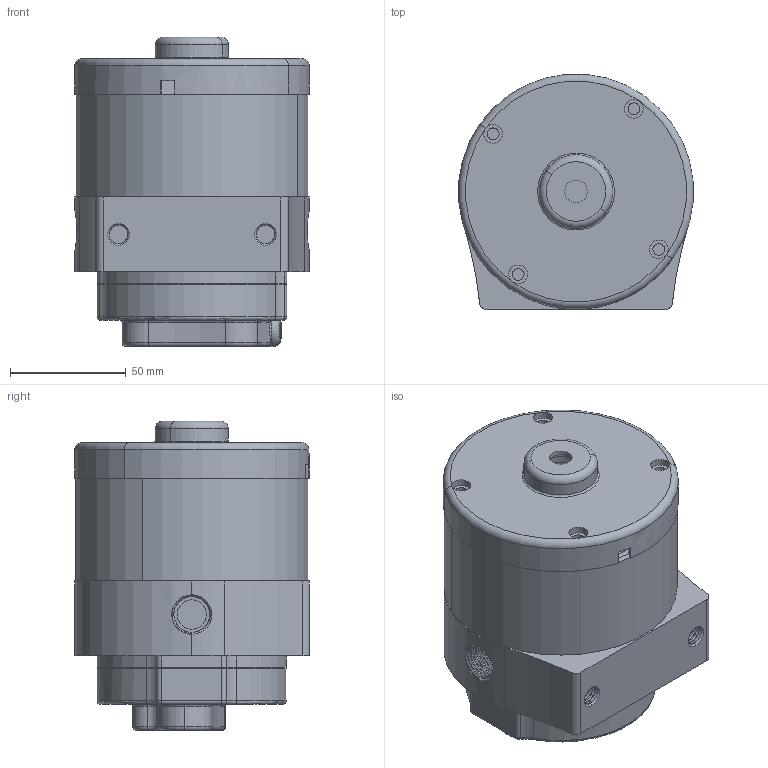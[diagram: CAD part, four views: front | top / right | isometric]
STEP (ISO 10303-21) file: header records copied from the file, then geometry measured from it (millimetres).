
FILE_DESCRIPTION (( 'STEP AP203' ), '1' );
FILE_NAME ('WP702_4Website_020421.STEP', '2021-02-05T17:11:13', ( '' ), ( '' ), 'SwSTEP 2.0', 'SolidWorks 2020', '' );
FILE_SCHEMA (( 'CONFIG_CONTROL_DESIGN' ));
Length unit declared in the file: inch
Products named in the file (7): ScavengeHousing_4Web_020421; DividerPlate_4Website_020421; ReliefCap_4Wesite_020421; WP702_4Website_020421; MAGNET RING; MOTOR CAP; PressureHousing_4Website_020421
Assembly tree (6 placements, depth 2):
  WP702_4Website_020421
    MAGNET RING
    MOTOR CAP
    ScavengeHousing_4Web_020421
    DividerPlate_4Website_020421
    PressureHousing_4Website_020421
    ReliefCap_4Wesite_020421
Bounding box: 101.23 x 101.41 x 133.58 mm (x, y, z)
Volume: 511941.1 mm3; surface area: 135583.8 mm2
Topology: 6 solids, 6 shells, 779 faces, 1979 edges, 1266 vertices
Faces by surface type: cylinder 324, plane 245, bspline 108, cone 62, torus 40
Entity records: 41274 total; most frequent: CARTESIAN_POINT 22597, ORIENTED_EDGE 3942, DIRECTION 3494, EDGE_CURVE 1971, AXIS2_PLACEMENT_3D 1297, VERTEX_POINT 1266, VECTOR 900, LINE 900
